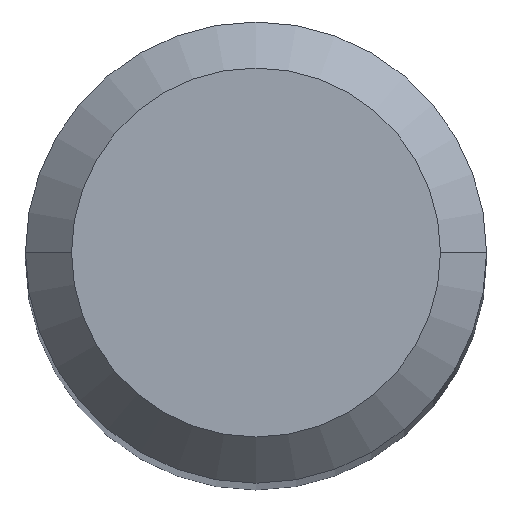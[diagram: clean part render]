
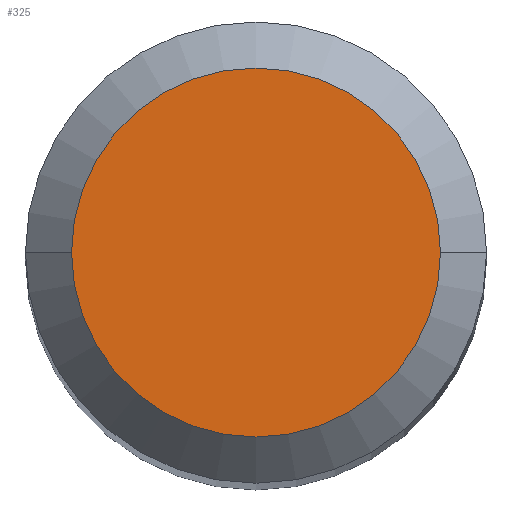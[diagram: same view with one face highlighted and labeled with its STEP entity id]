
A CAD part, top view. The second image highlights one B-rep face of the part: STEP entity #325.
In plain terms, the highlighted planar face has unit normal (0, 0, 1).
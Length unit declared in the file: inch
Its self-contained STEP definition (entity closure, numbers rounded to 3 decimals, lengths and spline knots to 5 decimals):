
#8 = ORIENTED_EDGE ( 'NONE', *, *, #10, .T. ) ;
#10 = EDGE_CURVE ( 'NONE', #433, #216, #476, .T. ) ;
#14 = ORIENTED_EDGE ( 'NONE', *, *, #221, .T. ) ;
#60 = AXIS2_PLACEMENT_3D ( 'NONE', #156, #307, #72 ) ;
#72 = DIRECTION ( 'NONE',  ( -1., 0., 0. ) ) ;
#96 = AXIS2_PLACEMENT_3D ( 'NONE', #158, #346, #455 ) ;
#156 = CARTESIAN_POINT ( 'NONE',  ( 0., 0., 0. ) ) ;
#158 = CARTESIAN_POINT ( 'NONE',  ( 0., 0., 0. ) ) ;
#212 = CARTESIAN_POINT ( 'NONE',  ( 0.04724, 0., 0. ) ) ;
#216 = VERTEX_POINT ( 'NONE', #308 ) ;
#221 = EDGE_CURVE ( 'NONE', #216, #433, #359, .T. ) ;
#262 = FACE_OUTER_BOUND ( 'NONE', #357, .T. ) ;
#269 = PLANE ( 'NONE',  #60 ) ;
#301 = CARTESIAN_POINT ( 'NONE',  ( 0., 0., 0. ) ) ;
#307 = DIRECTION ( 'NONE',  ( 0., 0., -1. ) ) ;
#308 = CARTESIAN_POINT ( 'NONE',  ( -0.04724, 0., 0. ) ) ;
#325 = ADVANCED_FACE ( 'NONE', ( #262 ), #269, .F. ) ;
#346 = DIRECTION ( 'NONE',  ( 0., 0., 1. ) ) ;
#357 = EDGE_LOOP ( 'NONE', ( #14, #8 ) ) ;
#359 = CIRCLE ( 'NONE', #96, 0.04724 ) ;
#403 = DIRECTION ( 'NONE',  ( 1., 0., 0. ) ) ;
#432 = AXIS2_PLACEMENT_3D ( 'NONE', #301, #483, #403 ) ;
#433 = VERTEX_POINT ( 'NONE', #212 ) ;
#455 = DIRECTION ( 'NONE',  ( 1., 0., 0. ) ) ;
#476 = CIRCLE ( 'NONE', #432, 0.04724 ) ;
#483 = DIRECTION ( 'NONE',  ( 0., 0., 1. ) ) ;
